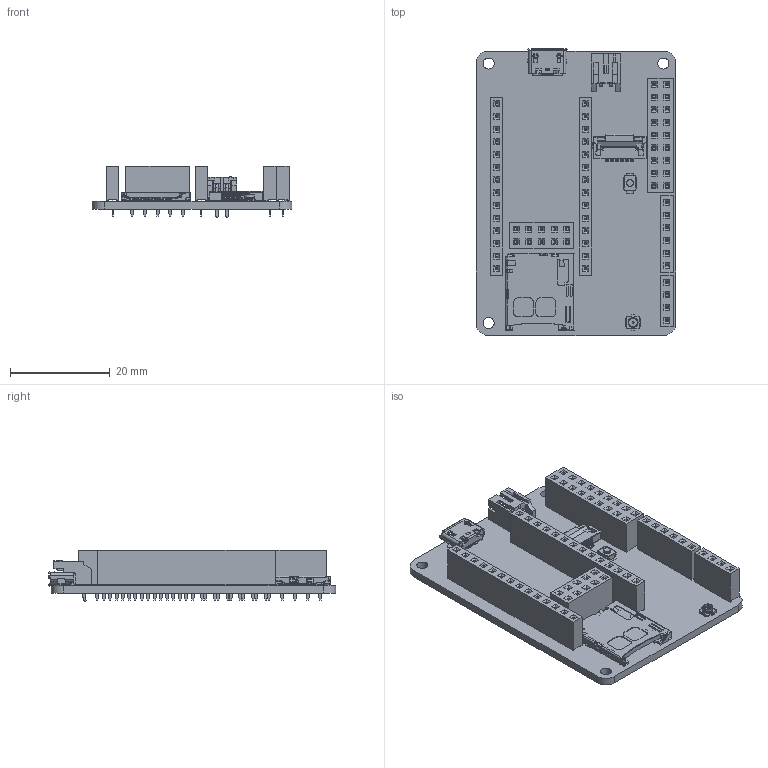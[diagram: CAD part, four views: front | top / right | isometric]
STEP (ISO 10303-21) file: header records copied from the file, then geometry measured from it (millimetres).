
FILE_DESCRIPTION(('KiCad electronic assembly'),'2;1');
FILE_NAME('PyScan_v0.7.step','2019-04-25T17:14:24',('An Author'),( 'A Company'),'Open CASCADE STEP processor 6.9', 'KiCad to STEP converter','Unknown');
FILE_SCHEMA(('AUTOMOTIVE_DESIGN { 1 0 10303 214 1 1 1 1 }'));
Length unit declared in the file: millimetre
Products named in the file (24): Open CASCADE STEP translator 6.9 1; 52892-1295; SOLID; U.FL_Hirose_U.FL-R-SMT-1_Vertical; PinSocket_1x04_P2.54mm_Vertical; PinSocket_1x06_P2.54mm_Vertical; PinSocket_2x05_P2.54mm_Vertical; PinSocket_2x09_P2.54mm_Vertical; SW_SPST_B3U-1000P; JST_PH_S2B-PH-K_1x02_P2.00mm_Horizontal; USB_Micro-B_Molex_47346-0001; 5025700893; COMPOUND; PinSocket_1x14_P2.54mm_Vertical
Assembly tree (24 placements, depth 3):
  Open CASCADE STEP translator 6.9 1
    52892-1295
      SOLID
    U.FL_Hirose_U.FL-R-SMT-1_Vertical
      SOLID
    PinSocket_1x04_P2.54mm_Vertical
      SOLID
    PinSocket_1x06_P2.54mm_Vertical
      SOLID
    PinSocket_2x05_P2.54mm_Vertical
      SOLID
    PinSocket_2x09_P2.54mm_Vertical
      SOLID
    SW_SPST_B3U-1000P
      SOLID
    JST_PH_S2B-PH-K_1x02_P2.00mm_Horizontal
      SOLID
    USB_Micro-B_Molex_47346-0001
      SOLID
    5025700893
      COMPOUND
    PinSocket_1x14_P2.54mm_Vertical  x2
      SOLID
    COMPOUND
Bounding box: 40 x 57.53 x 10.4 mm (x, y, z)
Volume: 6877.5 mm3; surface area: 11114.8 mm2
Topology: 13 solids, 18 shells, 4726 faces, 13101 edges, 8562 vertices
Faces by surface type: plane 3986, cylinder 656, cone 45, sphere 22, torus 17
Full cylindrical faces by diameter (mm): 0.4 x1, 0.75 x2, 1 x66, 1.5 x1, 1.8 x1, 1.92 x1, 2 x2, 2.2 x3
Entity records: 313731 total; most frequent: CARTESIAN_POINT 56010, DIRECTION 44783, LINE 32553, VECTOR 32553, ORIENTED_EDGE 23734, PCURVE 23734, DEFINITIONAL_REPRESENTATION 23734, EDGE_CURVE 11867
